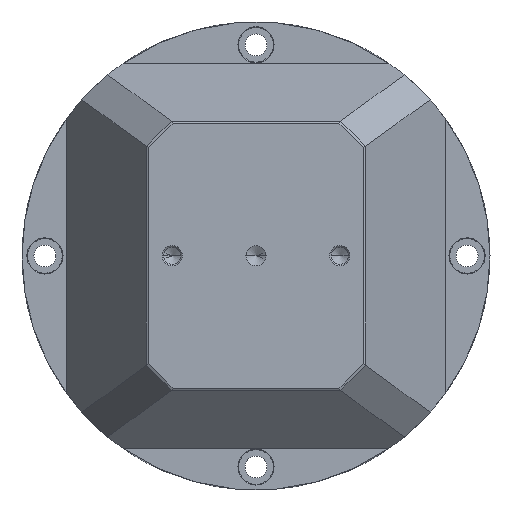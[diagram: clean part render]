
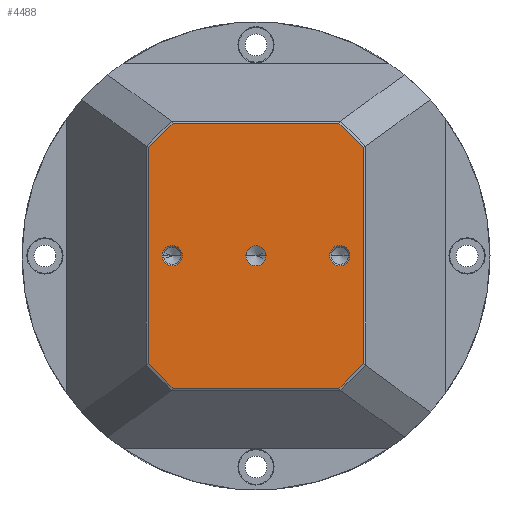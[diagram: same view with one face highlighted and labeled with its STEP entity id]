
A CAD part, top view. The second image highlights one B-rep face of the part: STEP entity #4488.
In plain terms, the highlighted planar face has unit normal (0, 0, 1).
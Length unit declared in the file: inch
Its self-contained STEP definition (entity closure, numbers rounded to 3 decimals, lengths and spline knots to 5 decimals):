
#6 = DIRECTION ( 'NONE',  ( 1., 0., 0. ) ) ;
#175 = CARTESIAN_POINT ( 'NONE',  ( 0., 0., 3.93701 ) ) ;
#294 = DIRECTION ( 'NONE',  ( -1., 0., 0. ) ) ;
#331 = LINE ( 'NONE', #6653, #3663 ) ;
#401 = VERTEX_POINT ( 'NONE', #2486 ) ;
#417 = CARTESIAN_POINT ( 'NONE',  ( 0., 0., 3.93701 ) ) ;
#457 = ORIENTED_EDGE ( 'NONE', *, *, #2774, .F. ) ;
#508 = AXIS2_PLACEMENT_3D ( 'NONE', #417, #3353, #532 ) ;
#510 = CARTESIAN_POINT ( 'NONE',  ( -1.9685, 0., 3.93701 ) ) ;
#524 = EDGE_CURVE ( 'NONE', #401, #4590, #2559, .T. ) ;
#532 = DIRECTION ( 'NONE',  ( -1., 0., 0. ) ) ;
#534 = CARTESIAN_POINT ( 'NONE',  ( -1.9685, 0., 3.93701 ) ) ;
#569 = DIRECTION ( 'NONE',  ( -0.707, -0.707, 0. ) ) ;
#710 = VERTEX_POINT ( 'NONE', #2616 ) ;
#736 = EDGE_LOOP ( 'NONE', ( #5162, #890 ) ) ;
#784 = CIRCLE ( 'NONE', #3914, 0.2372 ) ;
#791 = EDGE_CURVE ( 'NONE', #710, #2113, #6796, .T. ) ;
#861 = CARTESIAN_POINT ( 'NONE',  ( -1.9389, -3.12177, 3.93701 ) ) ;
#890 = ORIENTED_EDGE ( 'NONE', *, *, #4587, .F. ) ;
#951 = CARTESIAN_POINT ( 'NONE',  ( 0.23622, 0., 3.93701 ) ) ;
#1055 = DIRECTION ( 'NONE',  ( 0., 1., 0. ) ) ;
#1056 = ORIENTED_EDGE ( 'NONE', *, *, #1253, .T. ) ;
#1121 = CARTESIAN_POINT ( 'NONE',  ( 2.53121, -2.52924, 3.93701 ) ) ;
#1148 = CARTESIAN_POINT ( 'NONE',  ( 2.20571, 0., 3.93701 ) ) ;
#1250 = CARTESIAN_POINT ( 'NONE',  ( -0.23622, 0., 3.93701 ) ) ;
#1253 = EDGE_CURVE ( 'NONE', #6084, #1258, #7051, .T. ) ;
#1258 = VERTEX_POINT ( 'NONE', #4101 ) ;
#1304 = CARTESIAN_POINT ( 'NONE',  ( -2.20571, 0., 3.93701 ) ) ;
#1411 = CARTESIAN_POINT ( 'NONE',  ( 1.9685, 0., 3.93701 ) ) ;
#1436 = EDGE_CURVE ( 'NONE', #5099, #4929, #3568, .T. ) ;
#1489 = DIRECTION ( 'NONE',  ( 0., -1., 0. ) ) ;
#1495 = CARTESIAN_POINT ( 'NONE',  ( 1.95043, 3.11024, 3.93701 ) ) ;
#1515 = CARTESIAN_POINT ( 'NONE',  ( 2.51969, 2.54077, 3.93701 ) ) ;
#1590 = FACE_BOUND ( 'NONE', #2530, .T. ) ;
#1608 = VERTEX_POINT ( 'NONE', #4228 ) ;
#1669 = PLANE ( 'NONE',  #508 ) ;
#1714 = DIRECTION ( 'NONE',  ( 0.707, 0.707, 0. ) ) ;
#1737 = FACE_BOUND ( 'NONE', #3266, .T. ) ;
#1738 = EDGE_LOOP ( 'NONE', ( #4902, #5214, #2016, #2806, #1056, #2169, #5853, #7445 ) ) ;
#1775 = VERTEX_POINT ( 'NONE', #1304 ) ;
#1894 = AXIS2_PLACEMENT_3D ( 'NONE', #1411, #5503, #6717 ) ;
#1902 = VECTOR ( 'NONE', #1489, 39.37008 ) ;
#1976 = LINE ( 'NONE', #861, #3579 ) ;
#2016 = ORIENTED_EDGE ( 'NONE', *, *, #4010, .T. ) ;
#2065 = DIRECTION ( 'NONE',  ( 0.707, -0.707, 0. ) ) ;
#2073 = VECTOR ( 'NONE', #4176, 39.37008 ) ;
#2113 = VERTEX_POINT ( 'NONE', #1515 ) ;
#2129 = VECTOR ( 'NONE', #1714, 39.37008 ) ;
#2169 = ORIENTED_EDGE ( 'NONE', *, *, #5580, .T. ) ;
#2235 = CARTESIAN_POINT ( 'NONE',  ( -2.51969, -2.54077, 3.93701 ) ) ;
#2247 = LINE ( 'NONE', #1121, #2129 ) ;
#2260 = AXIS2_PLACEMENT_3D ( 'NONE', #3374, #7452, #6 ) ;
#2278 = DIRECTION ( 'NONE',  ( 0., 0., 1. ) ) ;
#2460 = LINE ( 'NONE', #5872, #2073 ) ;
#2486 = CARTESIAN_POINT ( 'NONE',  ( -1.95043, -3.11024, 3.93701 ) ) ;
#2530 = EDGE_LOOP ( 'NONE', ( #5416, #4405 ) ) ;
#2559 = LINE ( 'NONE', #6695, #4070 ) ;
#2569 = AXIS2_PLACEMENT_3D ( 'NONE', #175, #6362, #4692 ) ;
#2616 = CARTESIAN_POINT ( 'NONE',  ( 2.51969, -2.54077, 3.93701 ) ) ;
#2669 = EDGE_CURVE ( 'NONE', #4505, #401, #1976, .T. ) ;
#2700 = CIRCLE ( 'NONE', #2569, 0.23622 ) ;
#2774 = EDGE_CURVE ( 'NONE', #6033, #4865, #6376, .T. ) ;
#2806 = ORIENTED_EDGE ( 'NONE', *, *, #4679, .T. ) ;
#3159 = VECTOR ( 'NONE', #1055, 39.37008 ) ;
#3217 = LINE ( 'NONE', #3632, #1902 ) ;
#3266 = EDGE_LOOP ( 'NONE', ( #5562, #457 ) ) ;
#3353 = DIRECTION ( 'NONE',  ( 0., 0., -1. ) ) ;
#3371 = DIRECTION ( 'NONE',  ( 1., 0., 0. ) ) ;
#3374 = CARTESIAN_POINT ( 'NONE',  ( 0., 0., 3.93701 ) ) ;
#3428 = AXIS2_PLACEMENT_3D ( 'NONE', #7311, #4991, #6644 ) ;
#3568 = CIRCLE ( 'NONE', #2260, 0.23622 ) ;
#3579 = VECTOR ( 'NONE', #2065, 39.37008 ) ;
#3618 = VERTEX_POINT ( 'NONE', #1495 ) ;
#3632 = CARTESIAN_POINT ( 'NONE',  ( -2.51969, 0., 3.93701 ) ) ;
#3663 = VECTOR ( 'NONE', #294, 39.37008 ) ;
#3700 = EDGE_CURVE ( 'NONE', #1608, #1775, #4491, .T. ) ;
#3911 = CARTESIAN_POINT ( 'NONE',  ( 2.51969, 0., 3.93701 ) ) ;
#3914 = AXIS2_PLACEMENT_3D ( 'NONE', #534, #2278, #4581 ) ;
#4010 = EDGE_CURVE ( 'NONE', #2113, #3618, #2460, .T. ) ;
#4070 = VECTOR ( 'NONE', #6010, 39.37008 ) ;
#4101 = CARTESIAN_POINT ( 'NONE',  ( -2.51969, 2.54077, 3.93701 ) ) ;
#4176 = DIRECTION ( 'NONE',  ( -0.707, 0.707, 0. ) ) ;
#4228 = CARTESIAN_POINT ( 'NONE',  ( -1.7313, 0., 3.93701 ) ) ;
#4405 = ORIENTED_EDGE ( 'NONE', *, *, #4862, .F. ) ;
#4488 = ADVANCED_FACE ( 'NONE', ( #7323, #6772, #1737, #1590 ), #1669, .F. ) ;
#4491 = CIRCLE ( 'NONE', #4620, 0.2372 ) ;
#4505 = VERTEX_POINT ( 'NONE', #2235 ) ;
#4581 = DIRECTION ( 'NONE',  ( 1., 0., 0. ) ) ;
#4587 = EDGE_CURVE ( 'NONE', #4929, #5099, #2700, .T. ) ;
#4590 = VERTEX_POINT ( 'NONE', #5369 ) ;
#4620 = AXIS2_PLACEMENT_3D ( 'NONE', #510, #5737, #3371 ) ;
#4679 = EDGE_CURVE ( 'NONE', #3618, #6084, #331, .T. ) ;
#4692 = DIRECTION ( 'NONE',  ( 1., 0., 0. ) ) ;
#4862 = EDGE_CURVE ( 'NONE', #1775, #1608, #784, .T. ) ;
#4865 = VERTEX_POINT ( 'NONE', #1148 ) ;
#4902 = ORIENTED_EDGE ( 'NONE', *, *, #7398, .T. ) ;
#4929 = VERTEX_POINT ( 'NONE', #1250 ) ;
#4991 = DIRECTION ( 'NONE',  ( 0., 0., 1. ) ) ;
#5026 = CIRCLE ( 'NONE', #3428, 0.2372 ) ;
#5099 = VERTEX_POINT ( 'NONE', #951 ) ;
#5162 = ORIENTED_EDGE ( 'NONE', *, *, #1436, .F. ) ;
#5214 = ORIENTED_EDGE ( 'NONE', *, *, #791, .T. ) ;
#5264 = CARTESIAN_POINT ( 'NONE',  ( -2.53121, 2.52924, 3.93701 ) ) ;
#5369 = CARTESIAN_POINT ( 'NONE',  ( 1.95043, -3.11024, 3.93701 ) ) ;
#5416 = ORIENTED_EDGE ( 'NONE', *, *, #3700, .F. ) ;
#5503 = DIRECTION ( 'NONE',  ( 0., 0., 1. ) ) ;
#5562 = ORIENTED_EDGE ( 'NONE', *, *, #7107, .F. ) ;
#5580 = EDGE_CURVE ( 'NONE', #1258, #4505, #3217, .T. ) ;
#5737 = DIRECTION ( 'NONE',  ( 0., 0., 1. ) ) ;
#5756 = CARTESIAN_POINT ( 'NONE',  ( 1.7313, 0., 3.93701 ) ) ;
#5853 = ORIENTED_EDGE ( 'NONE', *, *, #2669, .T. ) ;
#5872 = CARTESIAN_POINT ( 'NONE',  ( 1.9389, 3.12177, 3.93701 ) ) ;
#6010 = DIRECTION ( 'NONE',  ( 1., 0., 0. ) ) ;
#6033 = VERTEX_POINT ( 'NONE', #5756 ) ;
#6084 = VERTEX_POINT ( 'NONE', #6499 ) ;
#6362 = DIRECTION ( 'NONE',  ( 0., 0., 1. ) ) ;
#6367 = VECTOR ( 'NONE', #569, 39.37008 ) ;
#6376 = CIRCLE ( 'NONE', #1894, 0.2372 ) ;
#6499 = CARTESIAN_POINT ( 'NONE',  ( -1.95043, 3.11024, 3.93701 ) ) ;
#6644 = DIRECTION ( 'NONE',  ( 1., 0., 0. ) ) ;
#6653 = CARTESIAN_POINT ( 'NONE',  ( 0., 3.11024, 3.93701 ) ) ;
#6695 = CARTESIAN_POINT ( 'NONE',  ( 0., -3.11024, 3.93701 ) ) ;
#6717 = DIRECTION ( 'NONE',  ( 1., 0., 0. ) ) ;
#6772 = FACE_BOUND ( 'NONE', #736, .T. ) ;
#6796 = LINE ( 'NONE', #3911, #3159 ) ;
#7051 = LINE ( 'NONE', #5264, #6367 ) ;
#7107 = EDGE_CURVE ( 'NONE', #4865, #6033, #5026, .T. ) ;
#7311 = CARTESIAN_POINT ( 'NONE',  ( 1.9685, 0., 3.93701 ) ) ;
#7323 = FACE_OUTER_BOUND ( 'NONE', #1738, .T. ) ;
#7398 = EDGE_CURVE ( 'NONE', #4590, #710, #2247, .T. ) ;
#7445 = ORIENTED_EDGE ( 'NONE', *, *, #524, .T. ) ;
#7452 = DIRECTION ( 'NONE',  ( 0., 0., 1. ) ) ;
